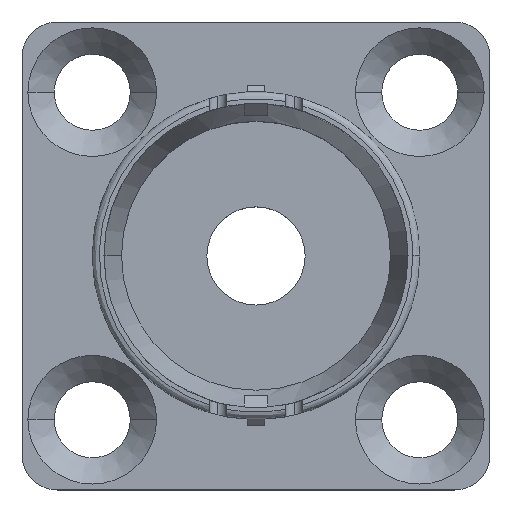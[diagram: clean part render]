
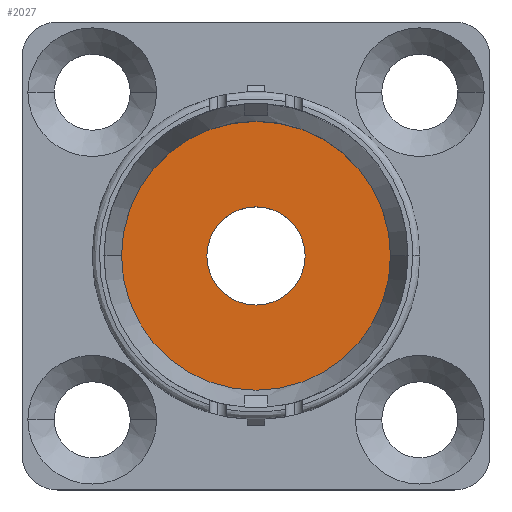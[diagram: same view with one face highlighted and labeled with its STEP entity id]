
A CAD part, top view. The second image highlights one B-rep face of the part: STEP entity #2027.
In plain terms, the highlighted planar face has unit normal (0, 0, 1).
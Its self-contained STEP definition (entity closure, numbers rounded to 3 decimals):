
#55 = VERTEX_POINT ( 'NONE', #3109 ) ;
#76 = DIRECTION ( 'NONE',  ( -1., 0., 0. ) ) ;
#80 = PLANE ( 'NONE',  #330 ) ;
#83 = CARTESIAN_POINT ( 'NONE',  ( -20., 20., 5. ) ) ;
#89 = DIRECTION ( 'NONE',  ( 0., 0., -1. ) ) ;
#122 = DIRECTION ( 'NONE',  ( -1., 0., 0. ) ) ;
#126 = DIRECTION ( 'NONE',  ( 0., 0., -1. ) ) ;
#133 = CARTESIAN_POINT ( 'NONE',  ( 0., 0., 5. ) ) ;
#219 = VERTEX_POINT ( 'NONE', #3010 ) ;
#267 = AXIS2_PLACEMENT_3D ( 'NONE', #1935, #1928, #1922 ) ;
#290 = ORIENTED_EDGE ( 'NONE', *, *, #983, .F. ) ;
#301 = EDGE_CURVE ( 'NONE', #219, #1217, #1113, .T. ) ;
#330 = AXIS2_PLACEMENT_3D ( 'NONE', #83, #89, #76 ) ;
#340 = DIRECTION ( 'NONE',  ( -1., 0., 0. ) ) ;
#344 = DIRECTION ( 'NONE',  ( 0., 0., -1. ) ) ;
#349 = CARTESIAN_POINT ( 'NONE',  ( 0., 0., 5. ) ) ;
#611 = CARTESIAN_POINT ( 'NONE',  ( 11.5, 0., 5. ) ) ;
#983 = EDGE_CURVE ( 'NONE', #55, #1908, #1411, .T. ) ;
#1045 = EDGE_CURVE ( 'NONE', #1217, #219, #1723, .T. ) ;
#1083 = EDGE_LOOP ( 'NONE', ( #290, #3074 ) ) ;
#1113 = CIRCLE ( 'NONE', #1201, 4.2 ) ;
#1159 = CARTESIAN_POINT ( 'NONE',  ( -4.2, 0., 5. ) ) ;
#1201 = AXIS2_PLACEMENT_3D ( 'NONE', #2871, #2860, #2842 ) ;
#1217 = VERTEX_POINT ( 'NONE', #1159 ) ;
#1411 = CIRCLE ( 'NONE', #1418, 11.5 ) ;
#1418 = AXIS2_PLACEMENT_3D ( 'NONE', #349, #344, #340 ) ;
#1489 = AXIS2_PLACEMENT_3D ( 'NONE', #133, #126, #122 ) ;
#1723 = CIRCLE ( 'NONE', #1489, 4.2 ) ;
#1777 = FACE_OUTER_BOUND ( 'NONE', #1083, .T. ) ;
#1801 = FACE_BOUND ( 'NONE', #2352, .T. ) ;
#1908 = VERTEX_POINT ( 'NONE', #611 ) ;
#1913 = ORIENTED_EDGE ( 'NONE', *, *, #1045, .T. ) ;
#1922 = DIRECTION ( 'NONE',  ( -1., 0., 0. ) ) ;
#1928 = DIRECTION ( 'NONE',  ( 0., 0., -1. ) ) ;
#1935 = CARTESIAN_POINT ( 'NONE',  ( 0., 0., 5. ) ) ;
#2027 = ADVANCED_FACE ( 'NONE', ( #1801, #1777 ), #80, .F. ) ;
#2352 = EDGE_LOOP ( 'NONE', ( #1913, #2357 ) ) ;
#2357 = ORIENTED_EDGE ( 'NONE', *, *, #301, .T. ) ;
#2530 = CIRCLE ( 'NONE', #267, 11.5 ) ;
#2802 = EDGE_CURVE ( 'NONE', #1908, #55, #2530, .T. ) ;
#2842 = DIRECTION ( 'NONE',  ( -1., 0., 0. ) ) ;
#2860 = DIRECTION ( 'NONE',  ( 0., 0., -1. ) ) ;
#2871 = CARTESIAN_POINT ( 'NONE',  ( 0., 0., 5. ) ) ;
#3010 = CARTESIAN_POINT ( 'NONE',  ( 4.2, 0., 5. ) ) ;
#3074 = ORIENTED_EDGE ( 'NONE', *, *, #2802, .F. ) ;
#3109 = CARTESIAN_POINT ( 'NONE',  ( -11.5, 0., 5. ) ) ;
